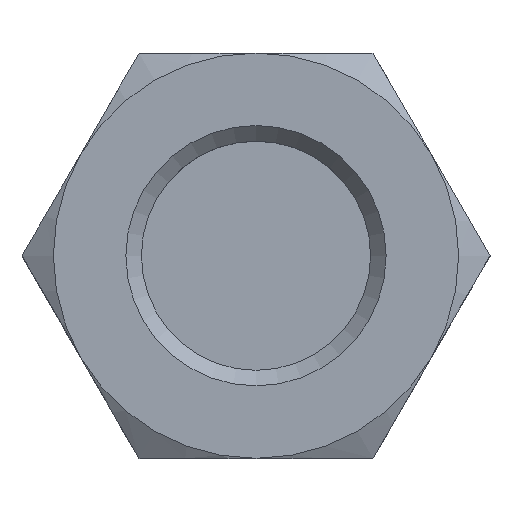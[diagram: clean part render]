
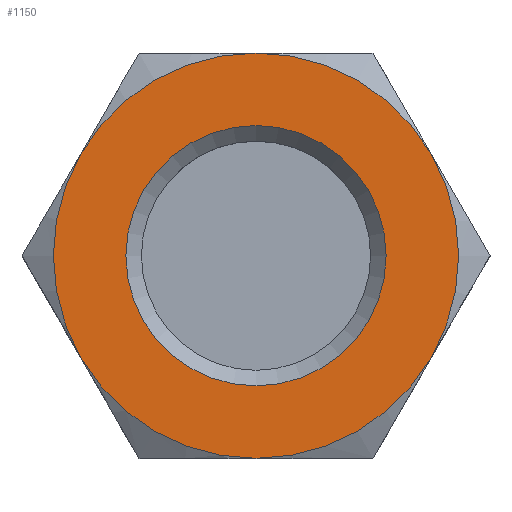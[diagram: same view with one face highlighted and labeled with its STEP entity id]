
A CAD part, top view. The second image highlights one B-rep face of the part: STEP entity #1150.
In plain terms, the highlighted planar face has unit normal (0, 0, 1).
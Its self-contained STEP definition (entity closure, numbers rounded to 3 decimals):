
#307=CARTESIAN_POINT('',(-16.692,3.25,59.313));
#308=VERTEX_POINT('',#307);
#465=CARTESIAN_POINT('',(-16.692,-3.25,59.313));
#466=VERTEX_POINT('',#465);
#467=CARTESIAN_POINT('',(-11.063,0.,59.313));
#468=DIRECTION('',(0.0,0.0,1.0));
#469=DIRECTION('',(-1.0,0.0,0.0));
#470=AXIS2_PLACEMENT_3D('',#467,#468,#469);
#471=CIRCLE('',#470,6.5);
#472=EDGE_CURVE('',#308,#466,#471,.T.);
#913=CARTESIAN_POINT('',(-5.434,-3.25,59.313));
#914=VERTEX_POINT('',#913);
#1071=CARTESIAN_POINT('',(-5.434,3.25,59.313));
#1072=VERTEX_POINT('',#1071);
#1073=CARTESIAN_POINT('',(-11.063,0.,59.313));
#1074=DIRECTION('',(0.0,0.0,1.0));
#1075=DIRECTION('',(-1.0,0.0,0.0));
#1076=AXIS2_PLACEMENT_3D('',#1073,#1074,#1075);
#1077=CIRCLE('',#1076,6.5);
#1078=EDGE_CURVE('',#914,#1072,#1077,.T.);
#1098=CARTESIAN_POINT('',(-11.063,0.,59.313));
#1099=DIRECTION('',(0.0,0.0,-1.0));
#1100=DIRECTION('',(1.0,0.0,0.0));
#1101=AXIS2_PLACEMENT_3D('',#1098,#1099,#1100);
#1102=PLANE('',#1101);
#1103=ORIENTED_EDGE('',*,*,#1078,.T.);
#1104=CARTESIAN_POINT('',(-11.063,6.5,59.313));
#1105=VERTEX_POINT('',#1104);
#1106=CARTESIAN_POINT('',(-11.063,0.,59.313));
#1107=DIRECTION('',(0.0,0.0,1.0));
#1108=DIRECTION('',(-1.0,0.0,0.0));
#1109=AXIS2_PLACEMENT_3D('',#1106,#1107,#1108);
#1110=CIRCLE('',#1109,6.5);
#1111=EDGE_CURVE('',#1072,#1105,#1110,.T.);
#1112=ORIENTED_EDGE('',*,*,#1111,.T.);
#1113=CARTESIAN_POINT('',(-11.063,0.,59.313));
#1114=DIRECTION('',(0.0,0.0,1.0));
#1115=DIRECTION('',(-1.0,0.0,0.0));
#1116=AXIS2_PLACEMENT_3D('',#1113,#1114,#1115);
#1117=CIRCLE('',#1116,6.5);
#1118=EDGE_CURVE('',#1105,#308,#1117,.T.);
#1119=ORIENTED_EDGE('',*,*,#1118,.T.);
#1120=ORIENTED_EDGE('',*,*,#472,.T.);
#1121=CARTESIAN_POINT('',(-11.063,-6.5,59.313));
#1122=VERTEX_POINT('',#1121);
#1123=CARTESIAN_POINT('',(-11.063,0.,59.313));
#1124=DIRECTION('',(0.0,0.0,1.0));
#1125=DIRECTION('',(-1.0,0.0,0.0));
#1126=AXIS2_PLACEMENT_3D('',#1123,#1124,#1125);
#1127=CIRCLE('',#1126,6.5);
#1128=EDGE_CURVE('',#466,#1122,#1127,.T.);
#1129=ORIENTED_EDGE('',*,*,#1128,.T.);
#1130=CARTESIAN_POINT('',(-11.063,0.,59.313));
#1131=DIRECTION('',(0.0,0.0,1.0));
#1132=DIRECTION('',(-1.0,0.0,0.0));
#1133=AXIS2_PLACEMENT_3D('',#1130,#1131,#1132);
#1134=CIRCLE('',#1133,6.5);
#1135=EDGE_CURVE('',#1122,#914,#1134,.T.);
#1136=ORIENTED_EDGE('',*,*,#1135,.T.);
#1137=EDGE_LOOP('',(#1103,#1112,#1119,#1120,#1129,#1136));
#1138=FACE_OUTER_BOUND('',#1137,.T.);
#1139=CARTESIAN_POINT('',(-15.238,0.,59.313));
#1140=VERTEX_POINT('',#1139);
#1141=CARTESIAN_POINT('',(-11.063,0.,59.313));
#1142=DIRECTION('',(0.0,0.0,1.0));
#1143=DIRECTION('',(1.0,0.0,0.0));
#1144=AXIS2_PLACEMENT_3D('',#1141,#1142,#1143);
#1145=CIRCLE('',#1144,4.175);
#1146=EDGE_CURVE('',#1140,#1140,#1145,.T.);
#1147=ORIENTED_EDGE('',*,*,#1146,.F.);
#1148=EDGE_LOOP('',(#1147));
#1149=FACE_BOUND('',#1148,.T.);
#1150=ADVANCED_FACE('',(#1138,#1149),#1102,.F.);
